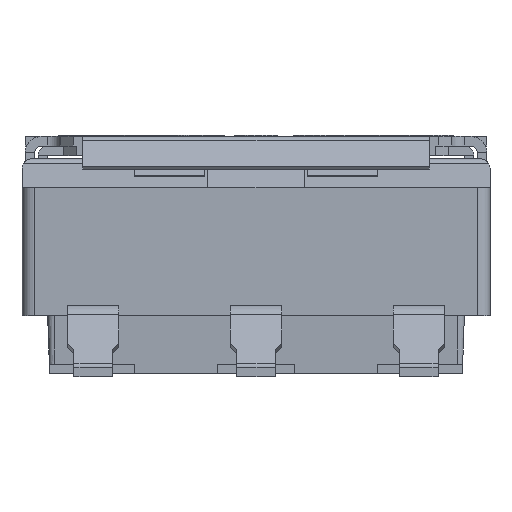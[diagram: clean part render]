
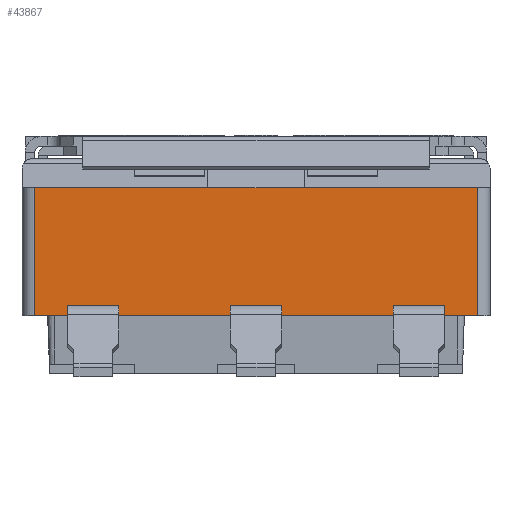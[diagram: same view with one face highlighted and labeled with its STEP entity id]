
A CAD part, left-side view. The second image highlights one B-rep face of the part: STEP entity #43867.
In plain terms, the highlighted planar face has unit normal (-1, 0, 0).
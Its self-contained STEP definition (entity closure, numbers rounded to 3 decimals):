
#449 = VERTEX_POINT('',#450);
#450 = CARTESIAN_POINT('',(-3.55,-0.4,1.163));
#456 = EDGE_CURVE('',#449,#457,#459,.T.);
#457 = VERTEX_POINT('',#458);
#458 = CARTESIAN_POINT('',(-3.55,0.4,1.163));
#459 = LINE('',#460,#461);
#460 = CARTESIAN_POINT('',(-3.55,3.45,1.163));
#461 = VECTOR('',#462,1.);
#462 = DIRECTION('',(0.,1.,0.));
#6399 = VERTEX_POINT('',#6400);
#6400 = CARTESIAN_POINT('',(-3.55,-2.14,1.013));
#6406 = EDGE_CURVE('',#6399,#6407,#6409,.T.);
#6407 = VERTEX_POINT('',#6408);
#6408 = CARTESIAN_POINT('',(-3.55,-2.94,1.013));
#6409 = LINE('',#6410,#6411);
#6410 = CARTESIAN_POINT('',(-3.55,3.45,1.013));
#6411 = VECTOR('',#6412,1.);
#6412 = DIRECTION('',(0.,-1.,0.));
#6792 = VERTEX_POINT('',#6793);
#6793 = CARTESIAN_POINT('',(-3.55,-2.94,1.163));
#6799 = EDGE_CURVE('',#6792,#6800,#6802,.T.);
#6800 = VERTEX_POINT('',#6801);
#6801 = CARTESIAN_POINT('',(-3.55,-2.14,1.163));
#6802 = LINE('',#6803,#6804);
#6803 = CARTESIAN_POINT('',(-3.55,3.45,1.163));
#6804 = VECTOR('',#6805,1.);
#6805 = DIRECTION('',(0.,1.,0.));
#6880 = EDGE_CURVE('',#6881,#457,#6883,.T.);
#6881 = VERTEX_POINT('',#6882);
#6882 = CARTESIAN_POINT('',(-3.55,0.4,1.013));
#6883 = LINE('',#6884,#6885);
#6884 = CARTESIAN_POINT('',(-3.55,0.4,3.45));
#6885 = VECTOR('',#6886,1.);
#6886 = DIRECTION('',(0.,0.,1.));
#6953 = VERTEX_POINT('',#6954);
#6954 = CARTESIAN_POINT('',(-3.55,-0.4,1.013));
#6960 = EDGE_CURVE('',#6953,#449,#6961,.T.);
#6961 = LINE('',#6962,#6963);
#6962 = CARTESIAN_POINT('',(-3.55,-0.4,3.45));
#6963 = VECTOR('',#6964,1.);
#6964 = DIRECTION('',(0.,0.,1.));
#7247 = EDGE_CURVE('',#6881,#6953,#7248,.T.);
#7248 = LINE('',#7249,#7250);
#7249 = CARTESIAN_POINT('',(-3.55,3.45,1.013));
#7250 = VECTOR('',#7251,1.);
#7251 = DIRECTION('',(0.,-1.,0.));
#7625 = EDGE_CURVE('',#6399,#6800,#7626,.T.);
#7626 = LINE('',#7627,#7628);
#7627 = CARTESIAN_POINT('',(-3.55,-2.14,3.45));
#7628 = VECTOR('',#7629,1.);
#7629 = DIRECTION('',(0.,0.,1.));
#7659 = EDGE_CURVE('',#6407,#6792,#7660,.T.);
#7660 = LINE('',#7661,#7662);
#7661 = CARTESIAN_POINT('',(-3.55,-2.94,3.45));
#7662 = VECTOR('',#7663,1.);
#7663 = DIRECTION('',(0.,0.,1.));
#40984 = VERTEX_POINT('',#40985);
#40985 = CARTESIAN_POINT('',(-3.55,2.94,1.163));
#40991 = EDGE_CURVE('',#40992,#40984,#40994,.T.);
#40992 = VERTEX_POINT('',#40993);
#40993 = CARTESIAN_POINT('',(-3.55,2.94,1.013));
#40994 = LINE('',#40995,#40996);
#40995 = CARTESIAN_POINT('',(-3.55,2.94,3.45));
#40996 = VECTOR('',#40997,1.);
#40997 = DIRECTION('',(0.,0.,1.));
#41066 = VERTEX_POINT('',#41067);
#41067 = CARTESIAN_POINT('',(-3.55,2.14,1.013));
#41073 = EDGE_CURVE('',#41066,#41074,#41076,.T.);
#41074 = VERTEX_POINT('',#41075);
#41075 = CARTESIAN_POINT('',(-3.55,2.14,1.163));
#41076 = LINE('',#41077,#41078);
#41077 = CARTESIAN_POINT('',(-3.55,2.14,3.45));
#41078 = VECTOR('',#41079,1.);
#41079 = DIRECTION('',(0.,0.,1.));
#41380 = EDGE_CURVE('',#40992,#41066,#41381,.T.);
#41381 = LINE('',#41382,#41383);
#41382 = CARTESIAN_POINT('',(-3.55,3.45,1.013));
#41383 = VECTOR('',#41384,1.);
#41384 = DIRECTION('',(0.,-1.,0.));
#41583 = EDGE_CURVE('',#41074,#40984,#41584,.T.);
#41584 = LINE('',#41585,#41586);
#41585 = CARTESIAN_POINT('',(-3.55,3.45,1.163));
#41586 = VECTOR('',#41587,1.);
#41587 = DIRECTION('',(0.,1.,0.));
#43781 = VERTEX_POINT('',#43782);
#43782 = CARTESIAN_POINT('',(-3.55,3.15,1.));
#43789 = EDGE_CURVE('',#43790,#43781,#43792,.T.);
#43790 = VERTEX_POINT('',#43791);
#43791 = CARTESIAN_POINT('',(-3.55,3.45,1.));
#43792 = LINE('',#43793,#43794);
#43793 = CARTESIAN_POINT('',(-3.55,3.45,1.));
#43794 = VECTOR('',#43795,1.);
#43795 = DIRECTION('',(0.,-1.,0.));
#43830 = VERTEX_POINT('',#43831);
#43831 = CARTESIAN_POINT('',(-3.55,-3.45,3.));
#43840 = EDGE_CURVE('',#43830,#43841,#43843,.T.);
#43841 = VERTEX_POINT('',#43842);
#43842 = CARTESIAN_POINT('',(-3.55,-3.45,1.));
#43843 = LINE('',#43844,#43845);
#43844 = CARTESIAN_POINT('',(-3.55,-3.45,3.45));
#43845 = VECTOR('',#43846,1.);
#43846 = DIRECTION('',(0.,0.,-1.));
#43867 = ADVANCED_FACE('',(#43868,#43874,#43880,#43886),#43918,.F.);
#43868 = FACE_BOUND('',#43869,.T.);
#43869 = EDGE_LOOP('',(#43870,#43871,#43872,#43873));
#43870 = ORIENTED_EDGE('',*,*,#41380,.F.);
#43871 = ORIENTED_EDGE('',*,*,#40991,.T.);
#43872 = ORIENTED_EDGE('',*,*,#41583,.F.);
#43873 = ORIENTED_EDGE('',*,*,#41073,.F.);
#43874 = FACE_BOUND('',#43875,.T.);
#43875 = EDGE_LOOP('',(#43876,#43877,#43878,#43879));
#43876 = ORIENTED_EDGE('',*,*,#6406,.F.);
#43877 = ORIENTED_EDGE('',*,*,#7625,.T.);
#43878 = ORIENTED_EDGE('',*,*,#6799,.F.);
#43879 = ORIENTED_EDGE('',*,*,#7659,.F.);
#43880 = FACE_BOUND('',#43881,.T.);
#43881 = EDGE_LOOP('',(#43882,#43883,#43884,#43885));
#43882 = ORIENTED_EDGE('',*,*,#7247,.F.);
#43883 = ORIENTED_EDGE('',*,*,#6880,.T.);
#43884 = ORIENTED_EDGE('',*,*,#456,.F.);
#43885 = ORIENTED_EDGE('',*,*,#6960,.F.);
#43886 = FACE_BOUND('',#43887,.T.);
#43887 = EDGE_LOOP('',(#43888,#43896,#43902,#43903,#43911,#43917));
#43888 = ORIENTED_EDGE('',*,*,#43889,.F.);
#43889 = EDGE_CURVE('',#43890,#43830,#43892,.T.);
#43890 = VERTEX_POINT('',#43891);
#43891 = CARTESIAN_POINT('',(-3.55,3.45,3.));
#43892 = LINE('',#43893,#43894);
#43893 = CARTESIAN_POINT('',(-3.55,3.45,3.));
#43894 = VECTOR('',#43895,1.);
#43895 = DIRECTION('',(0.,-1.,0.));
#43896 = ORIENTED_EDGE('',*,*,#43897,.T.);
#43897 = EDGE_CURVE('',#43890,#43790,#43898,.T.);
#43898 = LINE('',#43899,#43900);
#43899 = CARTESIAN_POINT('',(-3.55,3.45,3.45));
#43900 = VECTOR('',#43901,1.);
#43901 = DIRECTION('',(0.,0.,-1.));
#43902 = ORIENTED_EDGE('',*,*,#43789,.T.);
#43903 = ORIENTED_EDGE('',*,*,#43904,.T.);
#43904 = EDGE_CURVE('',#43781,#43905,#43907,.T.);
#43905 = VERTEX_POINT('',#43906);
#43906 = CARTESIAN_POINT('',(-3.55,-3.15,1.));
#43907 = LINE('',#43908,#43909);
#43908 = CARTESIAN_POINT('',(-3.55,3.15,1.));
#43909 = VECTOR('',#43910,1.);
#43910 = DIRECTION('',(0.,-1.,0.));
#43911 = ORIENTED_EDGE('',*,*,#43912,.T.);
#43912 = EDGE_CURVE('',#43905,#43841,#43913,.T.);
#43913 = LINE('',#43914,#43915);
#43914 = CARTESIAN_POINT('',(-3.55,3.45,1.));
#43915 = VECTOR('',#43916,1.);
#43916 = DIRECTION('',(0.,-1.,0.));
#43917 = ORIENTED_EDGE('',*,*,#43840,.F.);
#43918 = PLANE('',#43919);
#43919 = AXIS2_PLACEMENT_3D('',#43920,#43921,#43922);
#43920 = CARTESIAN_POINT('',(-3.55,3.45,3.45));
#43921 = DIRECTION('',(1.,0.,0.));
#43922 = DIRECTION('',(0.,0.,-1.));
